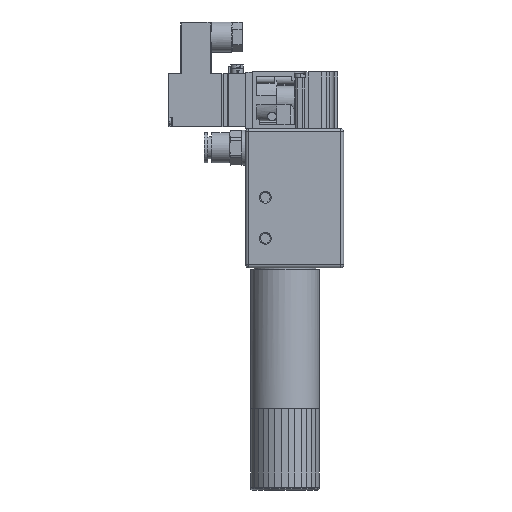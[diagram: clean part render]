
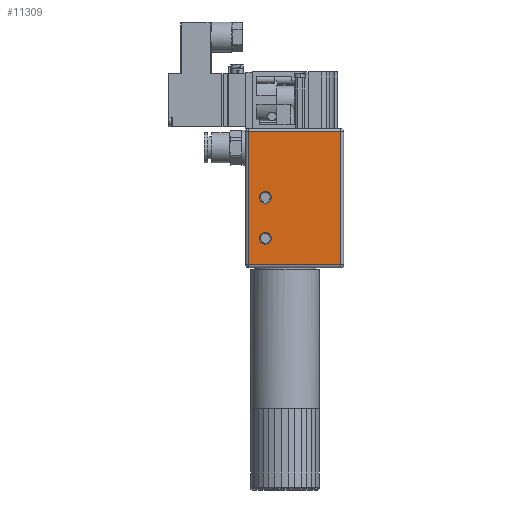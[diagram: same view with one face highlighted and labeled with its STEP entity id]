
A CAD part, left-side view. The second image highlights one B-rep face of the part: STEP entity #11309.
In plain terms, the highlighted planar face has unit normal (-1, 0, 0).
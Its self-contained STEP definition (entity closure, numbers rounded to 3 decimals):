
#576=CIRCLE('',#12243,3.);
#579=CIRCLE('',#12247,3.);
#856=FACE_BOUND('',#1944,.T.);
#857=FACE_BOUND('',#1945,.T.);
#1257=FACE_OUTER_BOUND('',#1943,.T.);
#1943=EDGE_LOOP('',(#9072,#9073,#9074,#9075));
#1944=EDGE_LOOP('',(#9076));
#1945=EDGE_LOOP('',(#9077));
#2882=LINE('',#18096,#3995);
#2898=LINE('',#18177,#4011);
#2904=LINE('',#18203,#4017);
#2905=LINE('',#18204,#4018);
#3995=VECTOR('',#14580,10.);
#4011=VECTOR('',#14678,10.);
#4017=VECTOR('',#14706,10.);
#4018=VECTOR('',#14707,10.);
#5049=VERTEX_POINT('',#18093);
#5050=VERTEX_POINT('',#18095);
#5073=VERTEX_POINT('',#18171);
#5080=VERTEX_POINT('',#18194);
#5083=VERTEX_POINT('',#18202);
#5084=VERTEX_POINT('',#18205);
#6443=EDGE_CURVE('',#5049,#5050,#2882,.T.);
#6484=EDGE_CURVE('',#5050,#5073,#2898,.T.);
#6493=EDGE_CURVE('',#5080,#5080,#576,.T.);
#6497=EDGE_CURVE('',#5083,#5049,#2904,.T.);
#6498=EDGE_CURVE('',#5073,#5083,#2905,.T.);
#6499=EDGE_CURVE('',#5084,#5084,#579,.T.);
#9072=ORIENTED_EDGE('',*,*,#6484,.F.);
#9073=ORIENTED_EDGE('',*,*,#6443,.F.);
#9074=ORIENTED_EDGE('',*,*,#6497,.F.);
#9075=ORIENTED_EDGE('',*,*,#6498,.F.);
#9076=ORIENTED_EDGE('',*,*,#6499,.F.);
#9077=ORIENTED_EDGE('',*,*,#6493,.F.);
#10781=PLANE('',#12246);
#11309=ADVANCED_FACE('',(#1257,#856,#857),#10781,.T.);
#12243=AXIS2_PLACEMENT_3D('',#18195,#14697,#14698);
#12246=AXIS2_PLACEMENT_3D('',#18201,#14704,#14705);
#12247=AXIS2_PLACEMENT_3D('',#18206,#14708,#14709);
#14580=DIRECTION('',(0.,-1.,0.));
#14678=DIRECTION('',(0.,0.,-1.));
#14697=DIRECTION('center_axis',(-1.,0.,0.));
#14698=DIRECTION('ref_axis',(0.,0.,-1.));
#14704=DIRECTION('center_axis',(-1.,0.,0.));
#14705=DIRECTION('ref_axis',(0.,-1.,0.));
#14706=DIRECTION('',(0.,0.,1.));
#14707=DIRECTION('',(0.,1.,0.));
#14708=DIRECTION('center_axis',(-1.,0.,0.));
#14709=DIRECTION('ref_axis',(0.,0.,-1.));
#18093=CARTESIAN_POINT('',(-11.818,26.752,44.));
#18095=CARTESIAN_POINT('',(-11.818,-20.248,44.));
#18096=CARTESIAN_POINT('',(-11.818,-9.248,44.));
#18171=CARTESIAN_POINT('',(-11.818,-20.248,-24.));
#18177=CARTESIAN_POINT('',(-11.818,-20.248,-25.5));
#18194=CARTESIAN_POINT('',(-11.818,18.252,-7.5));
#18195=CARTESIAN_POINT('Origin',(-11.818,18.252,-10.5));
#18201=CARTESIAN_POINT('Origin',(-11.818,28.252,-25.5));
#18202=CARTESIAN_POINT('',(-11.818,26.752,-24.));
#18203=CARTESIAN_POINT('',(-11.818,26.752,-25.5));
#18204=CARTESIAN_POINT('',(-11.818,15.752,-24.));
#18205=CARTESIAN_POINT('',(-11.818,18.252,13.5));
#18206=CARTESIAN_POINT('Origin',(-11.818,18.252,10.5));
